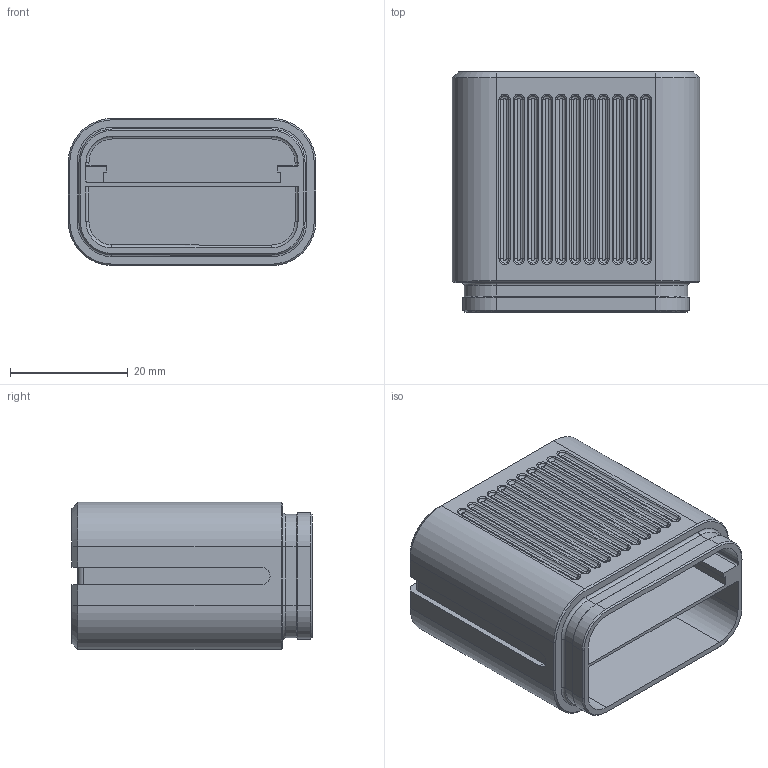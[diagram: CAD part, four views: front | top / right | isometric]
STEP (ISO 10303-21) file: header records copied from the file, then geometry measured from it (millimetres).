
FILE_DESCRIPTION(/* description */ (''),/* implementation_level */ '2;1');
FILE_NAME(/* name */ 'Housing_Bottom.step',/* time_stamp */ '2019-06-26T12:06:12+02:00',/* author */ (''),/* organization */ (''),/* preprocessor_version */ 'ST-DEVELOPER v18',/* originating_system */ 'Autodesk Translation Framework v8.2.0.1029',/* authorisation */ '');
FILE_SCHEMA (('AUTOMOTIVE_DESIGN { 1 0 10303 214 3 1 1 }'));
Length unit declared in the file: millimetre
Products named in the file (1): Housing_Bottom
Bounding box: 41.99 x 40.75 x 25.01 mm (x, y, z)
Volume: 15572.3 mm3; surface area: 13635 mm2
Topology: 1 solids, 1 shells, 366 faces, 843 edges, 504 vertices
Faces by surface type: cylinder 126, bspline 113, plane 80, torus 31, cone 16
Entity records: 12703 total; most frequent: CARTESIAN_POINT 4682, ORIENTED_EDGE 1686, DIRECTION 1633, EDGE_CURVE 843, AXIS2_PLACEMENT_3D 656, VERTEX_POINT 504, CIRCLE 402, EDGE_LOOP 391
